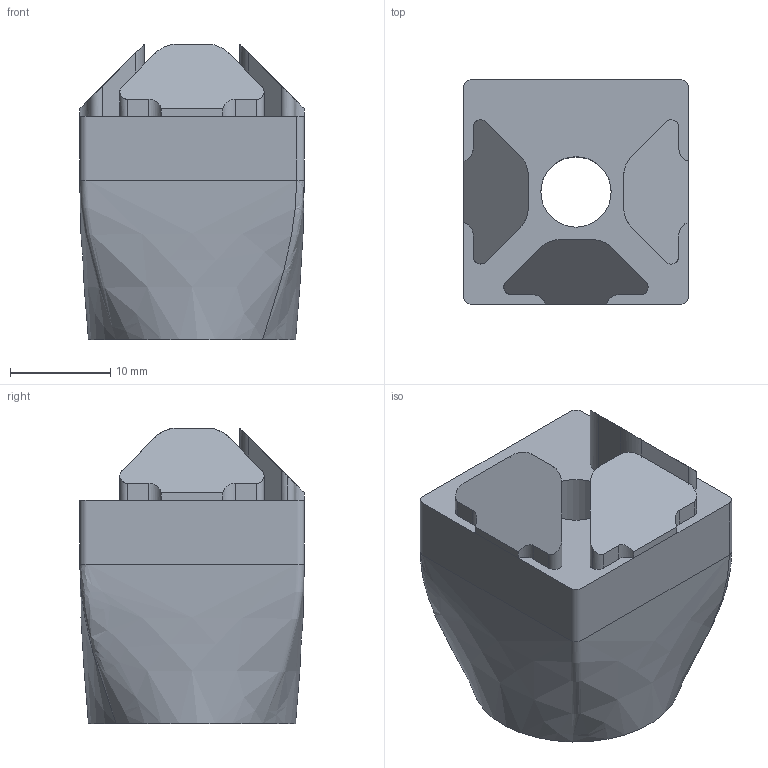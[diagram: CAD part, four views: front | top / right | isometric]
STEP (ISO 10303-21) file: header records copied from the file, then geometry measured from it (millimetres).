
FILE_DESCRIPTION (( 'STEP AP203' ), '1' );
FILE_NAME ('Foot Riser.STEP', '2015-04-25T23:08:09', ( '' ), ( '' ), 'SwSTEP 2.0', 'SolidWorks 2013', '' );
FILE_SCHEMA (( 'CONFIG_CONTROL_DESIGN' ));
Length unit declared in the file: inch
Products named in the file (1): Foot Riser
Bounding box: 22.35 x 22.35 x 29.41 mm (x, y, z)
Volume: 9955.6 mm3; surface area: 3515.8 mm2
Topology: 1 solids, 1 shells, 48 faces, 142 edges, 96 vertices
Faces by surface type: plane 23, cylinder 21, bspline 4
Entity records: 2182 total; most frequent: CARTESIAN_POINT 852, ORIENTED_EDGE 284, DIRECTION 242, EDGE_CURVE 142, VERTEX_POINT 96, VECTOR 86, LINE 86, AXIS2_PLACEMENT_3D 78
